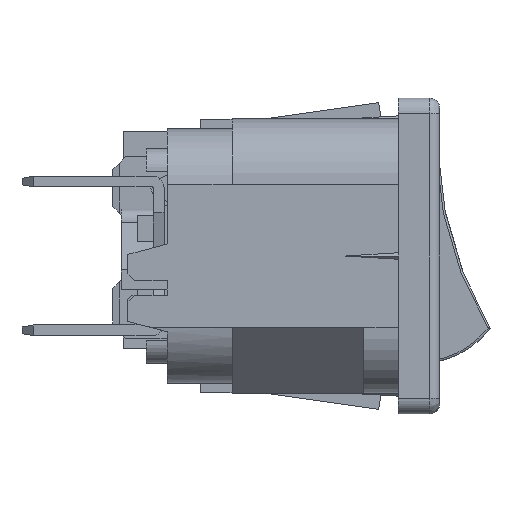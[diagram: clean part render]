
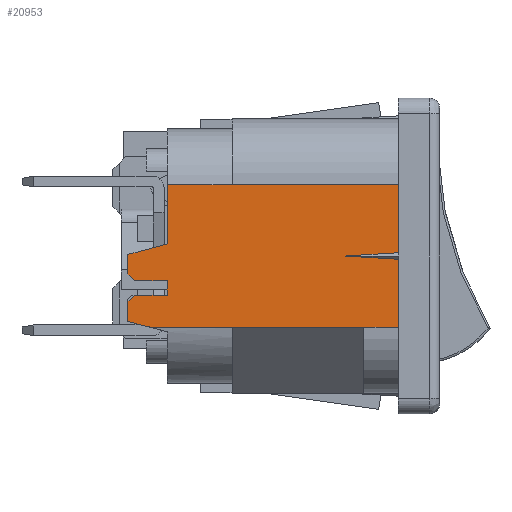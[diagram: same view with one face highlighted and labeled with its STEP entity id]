
A CAD part, left-side view. The second image highlights one B-rep face of the part: STEP entity #20953.
In plain terms, the highlighted planar face has unit normal (-1, 0, 0).
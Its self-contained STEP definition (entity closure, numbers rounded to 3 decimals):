
#634 = LINE ( 'NONE', #15217, #13921 ) ;
#698 = VERTEX_POINT ( 'NONE', #16524 ) ;
#778 = EDGE_CURVE ( 'NONE', #11681, #1751, #634, .T. ) ;
#1014 = CARTESIAN_POINT ( 'NONE',  ( -13.397, 18.871, -5.415 ) ) ;
#1436 = CARTESIAN_POINT ( 'NONE',  ( -13.397, 12.62, -5.415 ) ) ;
#1607 = LINE ( 'NONE', #6366, #5413 ) ;
#1665 = EDGE_CURVE ( 'NONE', #9599, #12796, #20905, .T. ) ;
#1725 = LINE ( 'NONE', #8315, #10143 ) ;
#1751 = VERTEX_POINT ( 'NONE', #17542 ) ;
#1992 = CARTESIAN_POINT ( 'NONE',  ( -13.397, 2.62, -5.415 ) ) ;
#2049 = CARTESIAN_POINT ( 'NONE',  ( -13.397, 17.55, 0.919 ) ) ;
#2063 = EDGE_CURVE ( 'NONE', #10495, #13596, #14934, .T. ) ;
#2096 = LINE ( 'NONE', #1992, #11777 ) ;
#2326 = LINE ( 'NONE', #9122, #15487 ) ;
#2368 = VECTOR ( 'NONE', #12688, 1000. ) ;
#2639 = DIRECTION ( 'NONE',  ( 0., -1., 0. ) ) ;
#2743 = CARTESIAN_POINT ( 'NONE',  ( -13.397, 0., 0.25 ) ) ;
#2996 = CARTESIAN_POINT ( 'NONE',  ( -13.397, 0., -0.25 ) ) ;
#3313 = DIRECTION ( 'NONE',  ( 0., 0.998, 0.062 ) ) ;
#3330 = CARTESIAN_POINT ( 'NONE',  ( -13.397, 20.55, -4.965 ) ) ;
#3358 = EDGE_CURVE ( 'NONE', #10495, #5794, #14157, .T. ) ;
#3480 = DIRECTION ( 'NONE',  ( 0., 1., 0. ) ) ;
#3522 = AXIS2_PLACEMENT_3D ( 'NONE', #4286, #3976, #9249 ) ;
#3611 = EDGE_CURVE ( 'NONE', #9335, #4248, #7138, .T. ) ;
#3777 = LINE ( 'NONE', #13720, #19045 ) ;
#3780 = CARTESIAN_POINT ( 'NONE',  ( -13.397, 12.62, -5.415 ) ) ;
#3911 = CARTESIAN_POINT ( 'NONE',  ( -13.397, 0., 0.25 ) ) ;
#3976 = DIRECTION ( 'NONE',  ( -1., 0., 0. ) ) ;
#4248 = VERTEX_POINT ( 'NONE', #7781 ) ;
#4286 = CARTESIAN_POINT ( 'NONE',  ( -13.397, 0., -5.415 ) ) ;
#4907 = VERTEX_POINT ( 'NONE', #12569 ) ;
#5360 = CARTESIAN_POINT ( 'NONE',  ( -13.397, 12.62, 5.415 ) ) ;
#5413 = VECTOR ( 'NONE', #14570, 1000. ) ;
#5424 = ORIENTED_EDGE ( 'NONE', *, *, #1665, .F. ) ;
#5485 = LINE ( 'NONE', #6883, #17750 ) ;
#5560 = LINE ( 'NONE', #17335, #17031 ) ;
#5708 = PLANE ( 'NONE',  #3522 ) ;
#5776 = DIRECTION ( 'NONE',  ( 0., -0.966, 0.259 ) ) ;
#5794 = VERTEX_POINT ( 'NONE', #10019 ) ;
#5804 = EDGE_CURVE ( 'NONE', #698, #11681, #16506, .T. ) ;
#6199 = LINE ( 'NONE', #17444, #15736 ) ;
#6254 = EDGE_CURVE ( 'NONE', #12075, #21170, #5560, .T. ) ;
#6366 = CARTESIAN_POINT ( 'NONE',  ( -13.397, 17.55, -2.982 ) ) ;
#6442 = EDGE_CURVE ( 'NONE', #8844, #698, #1725, .T. ) ;
#6741 = CARTESIAN_POINT ( 'NONE',  ( -13.397, 2.62, -5.415 ) ) ;
#6811 = DIRECTION ( 'NONE',  ( 0., 1., 0. ) ) ;
#6877 = EDGE_CURVE ( 'NONE', #15451, #21170, #5485, .T. ) ;
#6883 = CARTESIAN_POINT ( 'NONE',  ( -13.397, 0., 5.415 ) ) ;
#6994 = VECTOR ( 'NONE', #9921, 1000. ) ;
#7109 = DIRECTION ( 'NONE',  ( 0., 1., 0. ) ) ;
#7138 = LINE ( 'NONE', #16642, #19893 ) ;
#7264 = DIRECTION ( 'NONE',  ( 0., 0.707, 0.707 ) ) ;
#7277 = VERTEX_POINT ( 'NONE', #11944 ) ;
#7461 = ORIENTED_EDGE ( 'NONE', *, *, #8865, .F. ) ;
#7501 = DIRECTION ( 'NONE',  ( 0., -1., 0. ) ) ;
#7781 = CARTESIAN_POINT ( 'NONE',  ( -13.397, 20.05, -1.867 ) ) ;
#8219 = ORIENTED_EDGE ( 'NONE', *, *, #778, .F. ) ;
#8315 = CARTESIAN_POINT ( 'NONE',  ( -13.397, 18.871, -5.415 ) ) ;
#8428 = LINE ( 'NONE', #2049, #13533 ) ;
#8844 = VERTEX_POINT ( 'NONE', #1014 ) ;
#8865 = EDGE_CURVE ( 'NONE', #1751, #18405, #6199, .T. ) ;
#9122 = CARTESIAN_POINT ( 'NONE',  ( -13.397, 0., 0.25 ) ) ;
#9234 = ORIENTED_EDGE ( 'NONE', *, *, #10265, .F. ) ;
#9249 = DIRECTION ( 'NONE',  ( 0., 0., 1. ) ) ;
#9335 = VERTEX_POINT ( 'NONE', #14708 ) ;
#9405 = LINE ( 'NONE', #3780, #19388 ) ;
#9520 = VECTOR ( 'NONE', #7264, 1000. ) ;
#9599 = VERTEX_POINT ( 'NONE', #9790 ) ;
#9609 = ORIENTED_EDGE ( 'NONE', *, *, #6877, .T. ) ;
#9696 = ORIENTED_EDGE ( 'NONE', *, *, #5804, .F. ) ;
#9790 = CARTESIAN_POINT ( 'NONE',  ( -13.397, 20.55, 0.115 ) ) ;
#9921 = DIRECTION ( 'NONE',  ( 0., 0., 1. ) ) ;
#10019 = CARTESIAN_POINT ( 'NONE',  ( -13.397, 0., -0.25 ) ) ;
#10143 = VECTOR ( 'NONE', #12681, 1000. ) ;
#10265 = EDGE_CURVE ( 'NONE', #4248, #4907, #15477, .T. ) ;
#10495 = VERTEX_POINT ( 'NONE', #21327 ) ;
#10936 = DIRECTION ( 'NONE',  ( 0., 0., 1. ) ) ;
#11284 = EDGE_CURVE ( 'NONE', #5794, #7277, #18126, .T. ) ;
#11612 = EDGE_CURVE ( 'NONE', #18405, #9335, #1607, .T. ) ;
#11681 = VERTEX_POINT ( 'NONE', #20305 ) ;
#11777 = VECTOR ( 'NONE', #20047, 1000. ) ;
#11944 = CARTESIAN_POINT ( 'NONE',  ( -13.397, 4., 0. ) ) ;
#12012 = ORIENTED_EDGE ( 'NONE', *, *, #3611, .F. ) ;
#12075 = VERTEX_POINT ( 'NONE', #19416 ) ;
#12228 = ORIENTED_EDGE ( 'NONE', *, *, #11284, .T. ) ;
#12259 = EDGE_CURVE ( 'NONE', #17281, #7277, #2326, .T. ) ;
#12379 = EDGE_CURVE ( 'NONE', #17281, #15451, #17770, .T. ) ;
#12548 = CARTESIAN_POINT ( 'NONE',  ( -13.397, 0., -5.415 ) ) ;
#12569 = CARTESIAN_POINT ( 'NONE',  ( -13.397, 20.55, -1.367 ) ) ;
#12681 = DIRECTION ( 'NONE',  ( 0., 0.966, 0.259 ) ) ;
#12688 = DIRECTION ( 'NONE',  ( 0., 0., 1. ) ) ;
#12732 = ORIENTED_EDGE ( 'NONE', *, *, #2063, .F. ) ;
#12796 = VERTEX_POINT ( 'NONE', #14387 ) ;
#13533 = VECTOR ( 'NONE', #20002, 1000. ) ;
#13596 = VERTEX_POINT ( 'NONE', #6741 ) ;
#13617 = ORIENTED_EDGE ( 'NONE', *, *, #6442, .F. ) ;
#13720 = CARTESIAN_POINT ( 'NONE',  ( -13.397, 20.55, -1.367 ) ) ;
#13921 = VECTOR ( 'NONE', #15333, 1000. ) ;
#13954 = VECTOR ( 'NONE', #5776, 1000. ) ;
#14157 = LINE ( 'NONE', #12548, #21291 ) ;
#14202 = CARTESIAN_POINT ( 'NONE',  ( -13.397, 0., 5.415 ) ) ;
#14338 = ORIENTED_EDGE ( 'NONE', *, *, #18414, .F. ) ;
#14387 = CARTESIAN_POINT ( 'NONE',  ( -13.397, 17.55, 0.919 ) ) ;
#14407 = ORIENTED_EDGE ( 'NONE', *, *, #3358, .T. ) ;
#14570 = DIRECTION ( 'NONE',  ( 0., 0., 1. ) ) ;
#14708 = CARTESIAN_POINT ( 'NONE',  ( -13.397, 17.55, -1.867 ) ) ;
#14713 = ORIENTED_EDGE ( 'NONE', *, *, #18925, .F. ) ;
#14912 = DIRECTION ( 'NONE',  ( 0., 1., 0. ) ) ;
#14934 = LINE ( 'NONE', #19925, #16737 ) ;
#15217 = CARTESIAN_POINT ( 'NONE',  ( -13.397, 20.55, -3.482 ) ) ;
#15333 = DIRECTION ( 'NONE',  ( 0., -0.707, 0.707 ) ) ;
#15416 = ORIENTED_EDGE ( 'NONE', *, *, #11612, .F. ) ;
#15451 = VERTEX_POINT ( 'NONE', #14202 ) ;
#15477 = LINE ( 'NONE', #18939, #9520 ) ;
#15487 = VECTOR ( 'NONE', #17029, 1000. ) ;
#15736 = VECTOR ( 'NONE', #2639, 1000. ) ;
#15911 = CARTESIAN_POINT ( 'NONE',  ( -13.397, 20.55, 0.115 ) ) ;
#16160 = EDGE_LOOP ( 'NONE', ( #20766, #20546, #9609, #17701, #19253, #5424, #14713, #9234, #12012, #15416, #7461, #8219, #9696, #13617, #16975, #14338, #12732, #14407, #12228 ) ) ;
#16506 = LINE ( 'NONE', #3330, #6994 ) ;
#16524 = CARTESIAN_POINT ( 'NONE',  ( -13.397, 20.55, -4.965 ) ) ;
#16642 = CARTESIAN_POINT ( 'NONE',  ( -13.397, 17.55, -1.867 ) ) ;
#16737 = VECTOR ( 'NONE', #3480, 1000. ) ;
#16802 = CARTESIAN_POINT ( 'NONE',  ( -13.397, 17.55, -2.982 ) ) ;
#16975 = ORIENTED_EDGE ( 'NONE', *, *, #19185, .F. ) ;
#17029 = DIRECTION ( 'NONE',  ( 0., 0.998, -0.062 ) ) ;
#17031 = VECTOR ( 'NONE', #7501, 1000. ) ;
#17098 = VERTEX_POINT ( 'NONE', #1436 ) ;
#17281 = VERTEX_POINT ( 'NONE', #3911 ) ;
#17335 = CARTESIAN_POINT ( 'NONE',  ( -13.397, 17.55, 5.415 ) ) ;
#17444 = CARTESIAN_POINT ( 'NONE',  ( -13.397, 20.05, -2.982 ) ) ;
#17542 = CARTESIAN_POINT ( 'NONE',  ( -13.397, 20.05, -2.982 ) ) ;
#17701 = ORIENTED_EDGE ( 'NONE', *, *, #6254, .F. ) ;
#17750 = VECTOR ( 'NONE', #7109, 1000. ) ;
#17770 = LINE ( 'NONE', #2743, #2368 ) ;
#17846 = VECTOR ( 'NONE', #3313, 1000. ) ;
#18126 = LINE ( 'NONE', #2996, #17846 ) ;
#18405 = VERTEX_POINT ( 'NONE', #16802 ) ;
#18414 = EDGE_CURVE ( 'NONE', #13596, #17098, #2096, .T. ) ;
#18789 = FACE_OUTER_BOUND ( 'NONE', #16160, .T. ) ;
#18925 = EDGE_CURVE ( 'NONE', #4907, #9599, #3777, .T. ) ;
#18939 = CARTESIAN_POINT ( 'NONE',  ( -13.397, 20.05, -1.867 ) ) ;
#19045 = VECTOR ( 'NONE', #20324, 1000. ) ;
#19185 = EDGE_CURVE ( 'NONE', #17098, #8844, #9405, .T. ) ;
#19253 = ORIENTED_EDGE ( 'NONE', *, *, #19291, .F. ) ;
#19291 = EDGE_CURVE ( 'NONE', #12796, #12075, #8428, .T. ) ;
#19388 = VECTOR ( 'NONE', #14912, 1000. ) ;
#19416 = CARTESIAN_POINT ( 'NONE',  ( -13.397, 17.55, 5.415 ) ) ;
#19893 = VECTOR ( 'NONE', #6811, 1000. ) ;
#19925 = CARTESIAN_POINT ( 'NONE',  ( -13.397, 0., -5.415 ) ) ;
#20002 = DIRECTION ( 'NONE',  ( 0., 0., 1. ) ) ;
#20047 = DIRECTION ( 'NONE',  ( 0., 1., 0. ) ) ;
#20305 = CARTESIAN_POINT ( 'NONE',  ( -13.397, 20.55, -3.482 ) ) ;
#20324 = DIRECTION ( 'NONE',  ( 0., 0., 1. ) ) ;
#20546 = ORIENTED_EDGE ( 'NONE', *, *, #12379, .T. ) ;
#20766 = ORIENTED_EDGE ( 'NONE', *, *, #12259, .F. ) ;
#20905 = LINE ( 'NONE', #15911, #13954 ) ;
#20953 = ADVANCED_FACE ( 'NONE', ( #18789 ), #5708, .T. ) ;
#21170 = VERTEX_POINT ( 'NONE', #5360 ) ;
#21291 = VECTOR ( 'NONE', #10936, 1000. ) ;
#21327 = CARTESIAN_POINT ( 'NONE',  ( -13.397, 0., -5.415 ) ) ;
